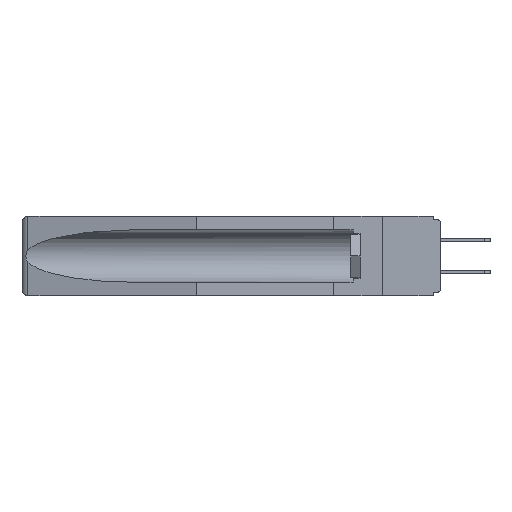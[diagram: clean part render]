
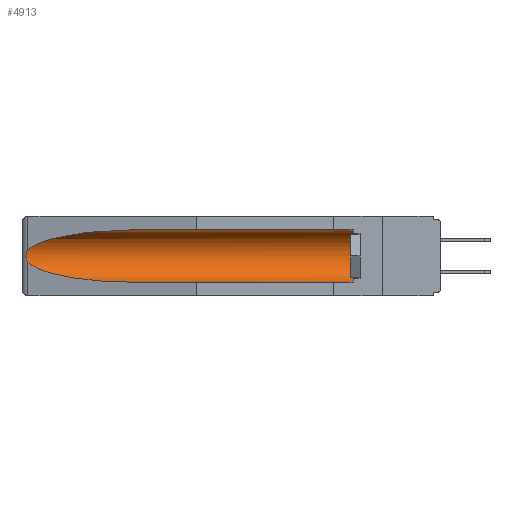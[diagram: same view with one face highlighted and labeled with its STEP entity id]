
A CAD part, left-side view. The second image highlights one B-rep face of the part: STEP entity #4913.
In plain terms, the highlighted cylindrical face has radius 2.857 mm (diameter 5.715 mm), a partial arc.
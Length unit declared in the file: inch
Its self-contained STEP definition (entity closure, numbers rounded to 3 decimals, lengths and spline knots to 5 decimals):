
#553 = VERTEX_POINT ( 'NONE', #19337 ) ;
#890 = VERTEX_POINT ( 'NONE', #21795 ) ;
#1017 = VECTOR ( 'NONE', #11312, 39.37008 ) ;
#1214 = CARTESIAN_POINT ( 'NONE',  ( 0.26654, 1.53092, -0.15636 ) ) ;
#2373 = ORIENTED_EDGE ( 'NONE', *, *, #23672, .T. ) ;
#2659 = CIRCLE ( 'NONE', #23317, 0.1125 ) ;
#2686 = DIRECTION ( 'NONE',  ( 0., -1., 0. ) ) ;
#3776 = CYLINDRICAL_SURFACE ( 'NONE', #5994, 0.1125 ) ;
#3898 = LINE ( 'NONE', #23490, #22279 ) ;
#3995 = DIRECTION ( 'NONE',  ( 0., 0., 1. ) ) ;
#4512 = CARTESIAN_POINT ( 'NONE',  ( 0.26537, 1.52718, -0.14972 ) ) ;
#4744 = CARTESIAN_POINT ( 'NONE',  ( 0.26597, 1.5296, -0.19026 ) ) ;
#4913 = ADVANCED_FACE ( 'NONE', ( #23598 ), #3776, .F. ) ;
#5994 = AXIS2_PLACEMENT_3D ( 'NONE', #17060, #22390, #3995 ) ;
#6108 = CARTESIAN_POINT ( 'NONE',  ( 0.26597, 1.52961, -0.15275 ) ) ;
#6268 = B_SPLINE_CURVE_WITH_KNOTS ( 'NONE', 3,
 ( #4512, #6108, #1214, #17669, #10095, #23147, #10340, #6604, #4744, #21379 ),
 .UNSPECIFIED., .F., .F.,
 ( 4, 2, 2, 2, 4 ),
 ( 0., 0.00029, 0.00058, 0.00087, 0.00117 ),
 .UNSPECIFIED. ) ;
#6604 = CARTESIAN_POINT ( 'NONE',  ( 0.26655, 1.53094, -0.18657 ) ) ;
#6976 = EDGE_CURVE ( 'NONE', #8705, #10381, #16850, .T. ) ;
#7270 = ORIENTED_EDGE ( 'NONE', *, *, #10766, .T. ) ;
#8525 = CARTESIAN_POINT ( 'NONE',  ( 0.26537, 1.52718, -0.14972 ) ) ;
#8615 = ORIENTED_EDGE ( 'NONE', *, *, #21705, .T. ) ;
#8705 = VERTEX_POINT ( 'NONE', #9867 ) ;
#9064 = EDGE_CURVE ( 'NONE', #890, #553, #14211, .T. ) ;
#9253 = EDGE_LOOP ( 'NONE', ( #12433, #2373, #8615, #17812, #7270, #20878 ) ) ;
#9845 = CARTESIAN_POINT ( 'NONE',  ( 0.155, 1.07973, -0.284 ) ) ;
#9867 = CARTESIAN_POINT ( 'NONE',  ( 0.155, 1.07973, -0.059 ) ) ;
#10095 = CARTESIAN_POINT ( 'NONE',  ( 0.2675, 1.53308, -0.16763 ) ) ;
#10180 = DIRECTION ( 'NONE',  ( 0., 0., 1. ) ) ;
#10340 = CARTESIAN_POINT ( 'NONE',  ( 0.2673, 1.53269, -0.17917 ) ) ;
#10381 = VERTEX_POINT ( 'NONE', #8525 ) ;
#10766 = EDGE_CURVE ( 'NONE', #890, #18821, #2659, .T. ) ;
#11312 = DIRECTION ( 'NONE',  ( 0., 1., 0. ) ) ;
#11594 = CARTESIAN_POINT ( 'NONE',  ( 0.26537, 1.52718, -0.19328 ) ) ;
#11858 = CARTESIAN_POINT ( 'NONE',  ( 0.155, 0.126, -0.1715 ) ) ;
#12433 = ORIENTED_EDGE ( 'NONE', *, *, #6976, .T. ) ;
#12909 = CARTESIAN_POINT ( 'NONE',  ( 0.26537, 1.52718, -0.14972 ) ) ;
#13469 = CARTESIAN_POINT ( 'NONE',  ( 0.25451, 1.48313, -0.24835 ) ) ;
#14211 = LINE ( 'NONE', #15204, #1017 ) ;
#14604 = CARTESIAN_POINT ( 'NONE',  ( 0.25451, 1.48313, -0.09465 ) ) ;
#15204 = CARTESIAN_POINT ( 'NONE',  ( 0.155, -0.30754, -0.284 ) ) ;
#15608 = VERTEX_POINT ( 'NONE', #19375 ) ;
#16850 =( BOUNDED_CURVE ( )  B_SPLINE_CURVE ( 3, ( #18650, #20257, #14604, #12909 ),
 .UNSPECIFIED., .F., .F. ) 
 B_SPLINE_CURVE_WITH_KNOTS ( ( 4, 4 ),
 ( 4.71239, 6.08839 ),
 .UNSPECIFIED. ) 
 CURVE ( )  GEOMETRIC_REPRESENTATION_ITEM ( )  RATIONAL_B_SPLINE_CURVE ( ( 1., 0.848, 0.848, 1. ) ) 
 REPRESENTATION_ITEM ( '' )  );
#17060 = CARTESIAN_POINT ( 'NONE',  ( 0.155, -0.30754, -0.1715 ) ) ;
#17264 = CARTESIAN_POINT ( 'NONE',  ( 0.21114, 1.30732, -0.284 ) ) ;
#17669 = CARTESIAN_POINT ( 'NONE',  ( 0.2673, 1.5327, -0.16383 ) ) ;
#17812 = ORIENTED_EDGE ( 'NONE', *, *, #9064, .F. ) ;
#18650 = CARTESIAN_POINT ( 'NONE',  ( 0.155, 1.07973, -0.059 ) ) ;
#18821 = VERTEX_POINT ( 'NONE', #21265 ) ;
#18854 = EDGE_CURVE ( 'NONE', #18821, #8705, #3898, .T. ) ;
#19337 = CARTESIAN_POINT ( 'NONE',  ( 0.155, 1.07973, -0.284 ) ) ;
#19375 = CARTESIAN_POINT ( 'NONE',  ( 0.26537, 1.52718, -0.19328 ) ) ;
#20257 = CARTESIAN_POINT ( 'NONE',  ( 0.21114, 1.30732, -0.059 ) ) ;
#20878 = ORIENTED_EDGE ( 'NONE', *, *, #18854, .T. ) ;
#21167 =( BOUNDED_CURVE ( )  B_SPLINE_CURVE ( 3, ( #11594, #13469, #17264, #9845 ),
 .UNSPECIFIED., .F., .F. ) 
 B_SPLINE_CURVE_WITH_KNOTS ( ( 4, 4 ),
 ( 0.1948, 1.5708 ),
 .UNSPECIFIED. ) 
 CURVE ( )  GEOMETRIC_REPRESENTATION_ITEM ( )  RATIONAL_B_SPLINE_CURVE ( ( 1., 0.848, 0.848, 1. ) ) 
 REPRESENTATION_ITEM ( '' )  );
#21265 = CARTESIAN_POINT ( 'NONE',  ( 0.155, 0.126, -0.059 ) ) ;
#21379 = CARTESIAN_POINT ( 'NONE',  ( 0.26537, 1.52718, -0.19328 ) ) ;
#21705 = EDGE_CURVE ( 'NONE', #15608, #553, #21167, .T. ) ;
#21795 = CARTESIAN_POINT ( 'NONE',  ( 0.155, 0.126, -0.284 ) ) ;
#22279 = VECTOR ( 'NONE', #23260, 39.37008 ) ;
#22390 = DIRECTION ( 'NONE',  ( 0., 1., 0. ) ) ;
#23147 = CARTESIAN_POINT ( 'NONE',  ( 0.2675, 1.53308, -0.17534 ) ) ;
#23260 = DIRECTION ( 'NONE',  ( 0., 1., 0. ) ) ;
#23317 = AXIS2_PLACEMENT_3D ( 'NONE', #11858, #2686, #10180 ) ;
#23490 = CARTESIAN_POINT ( 'NONE',  ( 0.155, -0.30754, -0.059 ) ) ;
#23598 = FACE_OUTER_BOUND ( 'NONE', #9253, .T. ) ;
#23672 = EDGE_CURVE ( 'NONE', #10381, #15608, #6268, .T. ) ;
